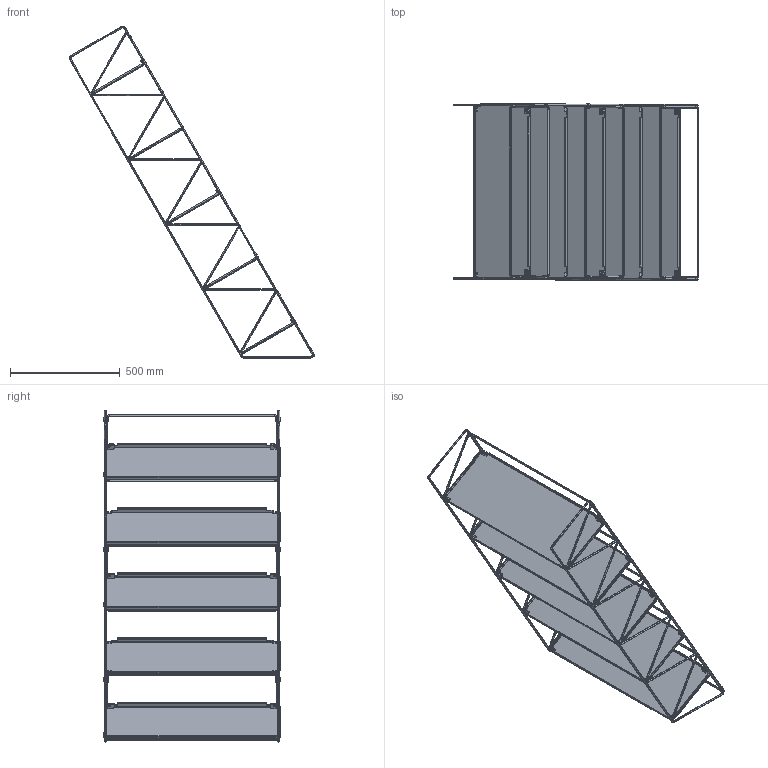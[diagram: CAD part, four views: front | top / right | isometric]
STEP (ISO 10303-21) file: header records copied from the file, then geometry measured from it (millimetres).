
FILE_DESCRIPTION (( 'STEP AP203' ), '1' );
FILE_NAME ('1210.STEP', '2023-06-14T10:42:53', ( '' ), ( '' ), 'SwSTEP 2.0', 'SolidWorks 2022', '' );
FILE_SCHEMA (( 'CONFIG_CONTROL_DESIGN' ));
Length unit declared in the file: millimetre
Products named in the file (21): Pricka D - SKR Mala.IGS; ZrcadleníL drat 8mm.IGS; 1210.IGS; ZrcadleníVecko D - SKR Mala.IGS; BOK D - 5 pol 1210.IGS; 08121013.IGS; 08121012.IGS; ZrcadleníU drat 8mm.IGS; 08121013-2.IGS; ZrcadleníBOK D - 5 pol 1210.IGS; 1210; Vecko D - SKR Mala.IGS; ZrcadleníPricka D - SKR Mala.IGS; 08121031.IGS; 08121013-1.IGS; Obdelnik 1210.IGS; 08121042 - zavřený_Zavřený JP.IGS; 08121011.IGS; Fleysen sponka V4-pro návody.IGS; 08121041.IGS; Sroub ISO 7045  - H_M6x10-4.8-H.IGS
Assembly tree (67 placements, depth 3):
  1210
    1210.IGS
      BOK D - 5 pol 1210.IGS
      Vecko D - SKR Mala.IGS  x4
      Pricka D - SKR Mala.IGS
      08121013.IGS
      08121013-1.IGS
      08121013-2.IGS
      08121012.IGS  x2
      Obdelnik 1210.IGS  x3
      08121031.IGS  x6
      08121011.IGS  x6
      08121041.IGS  x5
      Sroub ISO 7045  - H_M6x10-4.8-H.IGS  x6
      ZrcadleníBOK D - 5 pol 1210.IGS
      ZrcadleníVecko D - SKR Mala.IGS  x4
      ZrcadleníPricka D - SKR Mala.IGS
      ZrcadleníL drat 8mm.IGS  x3
      ZrcadleníU drat 8mm.IGS  x2
      08121042 - zavřený_Zavřený JP.IGS  x6
      Fleysen sponka V4-pro návody.IGS  x12
Bounding box: 1119.87 x 802.22 x 1512.5 mm (x, y, z)
Volume: 2597777.5 mm3; surface area: 3422715.7 mm2
Topology: 66 solids, 66 shells, 2004 faces, 4811 edges, 2873 vertices
Faces by surface type: bspline 1038, plane 966
Entity records: 22980 total; most frequent: CARTESIAN_POINT 7576, ORIENTED_EDGE 2616, DIRECTION 2339, EDGE_CURVE 1308, AXIS2_PLACEMENT_3D 840, VERTEX_POINT 742, LINE 659, VECTOR 659
